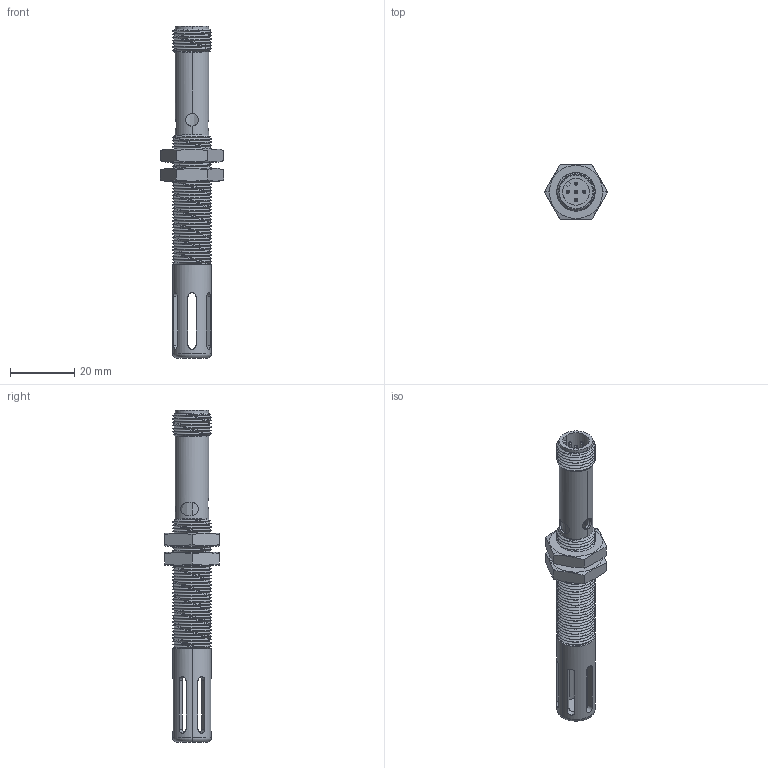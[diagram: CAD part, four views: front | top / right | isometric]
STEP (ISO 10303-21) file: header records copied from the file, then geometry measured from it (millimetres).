
FILE_DESCRIPTION((''),'2;1');
FILE_NAME('148644_SW','2009-08-20T',('banengservice'),('BANNER ENGINEERING'),'PRO/ENGINEER BY PARAMETRIC TECHNOLOGY CORPORATION, 2006170','PRO/ENGINEER BY PARAMETRIC TECHNOLOGY CORPORATION, 2006170','');
FILE_SCHEMA(('CONFIG_CONTROL_DESIGN'));
Length unit declared in the file: inch
Products named in the file (1): 148644_SW
Bounding box: 19.57 x 16.95 x 103 mm (x, y, z)
Volume: 4889.4 mm3; surface area: 10077.4 mm2
Topology: 2 solids, 3 shells, 362 faces, 928 edges, 592 vertices
Faces by surface type: cylinder 169, plane 93, cone 47, bspline 44, torus 9
Entity records: 28655 total; most frequent: CARTESIAN_POINT 20407, ORIENTED_EDGE 1856, DIRECTION 1461, EDGE_CURVE 928, VERTEX_POINT 592, AXIS2_PLACEMENT_3D 554, EDGE_LOOP 406, FACE_OUTER_BOUND 362
